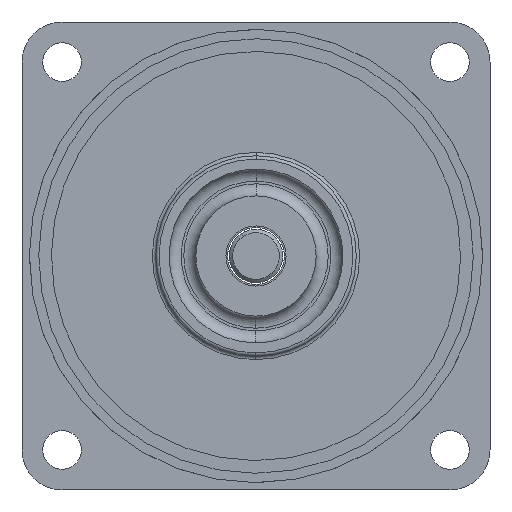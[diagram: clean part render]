
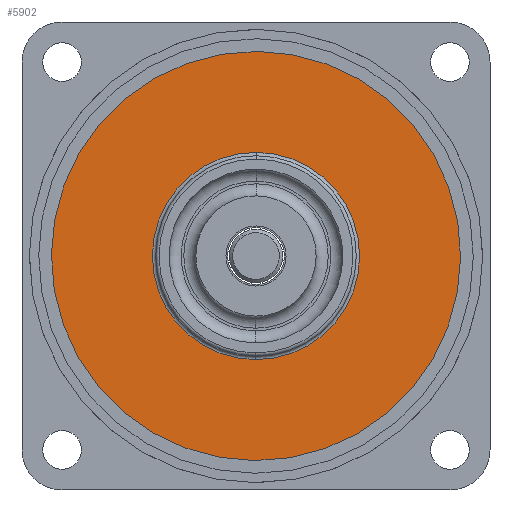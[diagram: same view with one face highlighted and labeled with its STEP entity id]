
A CAD part, front view. The second image highlights one B-rep face of the part: STEP entity #5902.
In plain terms, the highlighted planar face has unit normal (0, -1, 0).
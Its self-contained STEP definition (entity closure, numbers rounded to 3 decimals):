
#36 = CARTESIAN_POINT ( 'NONE',  ( 524.493, 58.777, -220.285 ) ) ;
#80 = EDGE_CURVE ( 'NONE', #2571, #2877, #5090, .T. ) ;
#481 = DIRECTION ( 'NONE',  ( 0., -1., 0. ) ) ;
#498 = AXIS2_PLACEMENT_3D ( 'NONE', #888, #2855, #4823 ) ;
#655 = ORIENTED_EDGE ( 'NONE', *, *, #3431, .F. ) ;
#658 = ORIENTED_EDGE ( 'NONE', *, *, #80, .T. ) ;
#888 = CARTESIAN_POINT ( 'NONE',  ( 524.493, 58.777, -220.285 ) ) ;
#890 = CARTESIAN_POINT ( 'NONE',  ( 524.493, 58.777, -220.285 ) ) ;
#950 = AXIS2_PLACEMENT_3D ( 'NONE', #5240, #2315, #4293 ) ;
#1052 = CIRCLE ( 'NONE', #950, 30.6 ) ;
#1515 = DIRECTION ( 'NONE',  ( 0., -1., 0. ) ) ;
#2013 = VERTEX_POINT ( 'NONE', #2419 ) ;
#2071 = ORIENTED_EDGE ( 'NONE', *, *, #2519, .T. ) ;
#2150 = EDGE_CURVE ( 'NONE', #5449, #2013, #2497, .T. ) ;
#2248 = AXIS2_PLACEMENT_3D ( 'NONE', #890, #2856, #4824 ) ;
#2315 = DIRECTION ( 'NONE',  ( 0., -1., 0. ) ) ;
#2332 = CIRCLE ( 'NONE', #2248, 15.5 ) ;
#2345 = CARTESIAN_POINT ( 'NONE',  ( 524.322, 58.777, -250.885 ) ) ;
#2419 = CARTESIAN_POINT ( 'NONE',  ( 524.58, 58.777, -204.786 ) ) ;
#2446 = DIRECTION ( 'NONE',  ( 0.006, 0., 1. ) ) ;
#2492 = AXIS2_PLACEMENT_3D ( 'NONE', #4899, #481, #2446 ) ;
#2497 = CIRCLE ( 'NONE', #2492, 15.5 ) ;
#2519 = EDGE_CURVE ( 'NONE', #2877, #2571, #1052, .T. ) ;
#2571 = VERTEX_POINT ( 'NONE', #2345 ) ;
#2855 = DIRECTION ( 'NONE',  ( 0., 1., 0. ) ) ;
#2856 = DIRECTION ( 'NONE',  ( 0., -1., 0. ) ) ;
#2877 = VERTEX_POINT ( 'NONE', #6102 ) ;
#3071 = ORIENTED_EDGE ( 'NONE', *, *, #2150, .F. ) ;
#3343 = FACE_OUTER_BOUND ( 'NONE', #5409, .T. ) ;
#3431 = EDGE_CURVE ( 'NONE', #2013, #5449, #2332, .T. ) ;
#3487 = DIRECTION ( 'NONE',  ( 0.006, 0., 1. ) ) ;
#3883 = EDGE_LOOP ( 'NONE', ( #655, #3071 ) ) ;
#4293 = DIRECTION ( 'NONE',  ( 0.006, 0., 1. ) ) ;
#4545 = CARTESIAN_POINT ( 'NONE',  ( 524.407, 58.777, -235.785 ) ) ;
#4823 = DIRECTION ( 'NONE',  ( -0.006, 0., -1. ) ) ;
#4824 = DIRECTION ( 'NONE',  ( 0.006, 0., 1. ) ) ;
#4899 = CARTESIAN_POINT ( 'NONE',  ( 524.493, 58.777, -220.285 ) ) ;
#5090 = CIRCLE ( 'NONE', #5846, 30.6 ) ;
#5240 = CARTESIAN_POINT ( 'NONE',  ( 524.493, 58.777, -220.285 ) ) ;
#5289 = PLANE ( 'NONE',  #498 ) ;
#5409 = EDGE_LOOP ( 'NONE', ( #2071, #658 ) ) ;
#5449 = VERTEX_POINT ( 'NONE', #4545 ) ;
#5846 = AXIS2_PLACEMENT_3D ( 'NONE', #36, #1515, #3487 ) ;
#5902 = ADVANCED_FACE ( 'NONE', ( #6210, #3343 ), #5289, .F. ) ;
#6102 = CARTESIAN_POINT ( 'NONE',  ( 524.664, 58.777, -189.686 ) ) ;
#6210 = FACE_BOUND ( 'NONE', #3883, .T. ) ;
